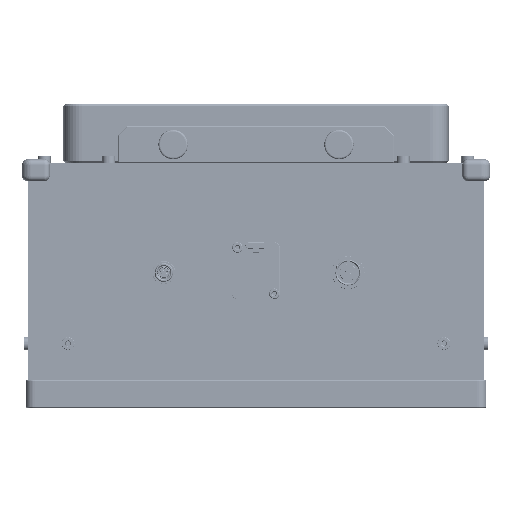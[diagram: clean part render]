
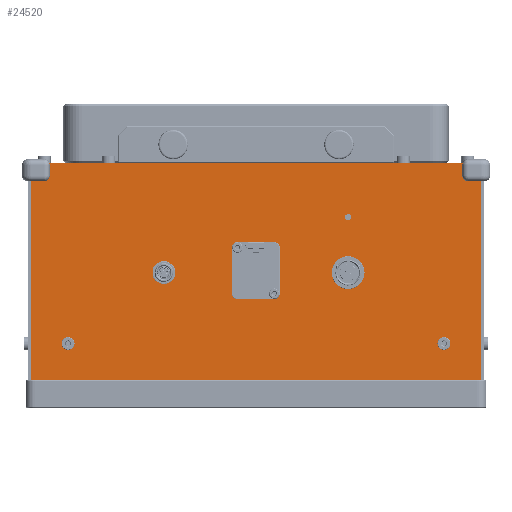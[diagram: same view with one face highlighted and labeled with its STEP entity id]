
A CAD part, front view. The second image highlights one B-rep face of the part: STEP entity #24520.
In plain terms, the highlighted face is planar.
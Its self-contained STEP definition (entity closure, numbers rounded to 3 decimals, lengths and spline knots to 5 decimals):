
#813=PLANE('',#27423);
#2976=LINE('',#41882,#4367);
#2979=LINE('',#41888,#4370);
#2981=LINE('',#41892,#4372);
#2983=LINE('',#41912,#4374);
#4367=VECTOR('',#31899,1.);
#4370=VECTOR('',#31904,1.);
#4372=VECTOR('',#31908,1.);
#4374=VECTOR('',#31928,1.);
#8076=ORIENTED_EDGE('',*,*,#13510,.F.);
#8077=ORIENTED_EDGE('',*,*,#13511,.F.);
#8078=ORIENTED_EDGE('',*,*,#13512,.F.);
#8079=ORIENTED_EDGE('',*,*,#13513,.F.);
#8080=ORIENTED_EDGE('',*,*,#13514,.F.);
#8081=ORIENTED_EDGE('',*,*,#13515,.F.);
#8082=ORIENTED_EDGE('',*,*,#13516,.F.);
#8083=ORIENTED_EDGE('',*,*,#13517,.F.);
#8084=ORIENTED_EDGE('',*,*,#13506,.F.);
#8085=ORIENTED_EDGE('',*,*,#13518,.F.);
#8086=ORIENTED_EDGE('',*,*,#13508,.T.);
#8087=ORIENTED_EDGE('',*,*,#13503,.T.);
#13503=EDGE_CURVE('',#16558,#16560,#2976,.F.);
#13506=EDGE_CURVE('',#16562,#16560,#2979,.T.);
#13508=EDGE_CURVE('',#16564,#16558,#2981,.T.);
#13510=EDGE_CURVE('',#16565,#16565,#18506,.T.);
#13511=EDGE_CURVE('',#16566,#16566,#18507,.T.);
#13512=EDGE_CURVE('',#16567,#16567,#18508,.T.);
#13513=EDGE_CURVE('',#16568,#16568,#18509,.T.);
#13514=EDGE_CURVE('',#16569,#16569,#18510,.T.);
#13515=EDGE_CURVE('',#16570,#16570,#18511,.T.);
#13516=EDGE_CURVE('',#16571,#16571,#18512,.T.);
#13517=EDGE_CURVE('',#16572,#16572,#18513,.T.);
#13518=EDGE_CURVE('',#16564,#16562,#2983,.T.);
#16558=VERTEX_POINT('',#41877);
#16560=VERTEX_POINT('',#41881);
#16562=VERTEX_POINT('',#41887);
#16564=VERTEX_POINT('',#41893);
#16565=VERTEX_POINT('',#41897);
#16566=VERTEX_POINT('',#41899);
#16567=VERTEX_POINT('',#41901);
#16568=VERTEX_POINT('',#41903);
#16569=VERTEX_POINT('',#41905);
#16570=VERTEX_POINT('',#41907);
#16571=VERTEX_POINT('',#41909);
#16572=VERTEX_POINT('',#41911);
#18506=CIRCLE('',#27424,0.00215);
#18507=CIRCLE('',#27425,0.00215);
#18508=CIRCLE('',#27426,0.00175);
#18509=CIRCLE('',#27427,0.00175);
#18510=CIRCLE('',#27428,0.00175);
#18511=CIRCLE('',#27429,0.00525);
#18512=CIRCLE('',#27430,0.0065);
#18513=CIRCLE('',#27431,0.012);
#20145=EDGE_LOOP('',(#8076));
#20146=EDGE_LOOP('',(#8077));
#20147=EDGE_LOOP('',(#8078));
#20148=EDGE_LOOP('',(#8079));
#20149=EDGE_LOOP('',(#8080));
#20150=EDGE_LOOP('',(#8081));
#20151=EDGE_LOOP('',(#8082));
#20152=EDGE_LOOP('',(#8083));
#20153=EDGE_LOOP('',(#8084,#8085,#8086,#8087));
#22393=FACE_BOUND('',#20145,.T.);
#22394=FACE_BOUND('',#20146,.T.);
#22395=FACE_BOUND('',#20147,.T.);
#22396=FACE_BOUND('',#20148,.T.);
#22397=FACE_BOUND('',#20149,.T.);
#22398=FACE_BOUND('',#20150,.T.);
#22399=FACE_BOUND('',#20151,.T.);
#22400=FACE_BOUND('',#20152,.T.);
#22401=FACE_BOUND('',#20153,.T.);
#24520=ADVANCED_FACE('',(#22393,#22394,#22395,#22396,#22397,#22398,#22399,
#22400,#22401),#813,.T.);
#27423=AXIS2_PLACEMENT_3D('',#41895,#31910,#31911);
#27424=AXIS2_PLACEMENT_3D('',#41896,#31912,#31913);
#27425=AXIS2_PLACEMENT_3D('',#41898,#31914,#31915);
#27426=AXIS2_PLACEMENT_3D('',#41900,#31916,#31917);
#27427=AXIS2_PLACEMENT_3D('',#41902,#31918,#31919);
#27428=AXIS2_PLACEMENT_3D('',#41904,#31920,#31921);
#27429=AXIS2_PLACEMENT_3D('',#41906,#31922,#31923);
#27430=AXIS2_PLACEMENT_3D('',#41908,#31924,#31925);
#27431=AXIS2_PLACEMENT_3D('',#41910,#31926,#31927);
#31899=DIRECTION('',(1.,0.,0.));
#31904=DIRECTION('',(0.,1.,0.));
#31908=DIRECTION('',(0.,1.,0.));
#31910=DIRECTION('',(0.,0.,1.));
#31911=DIRECTION('',(1.,0.,0.));
#31912=DIRECTION('',(0.,0.,1.));
#31913=DIRECTION('',(1.,0.,0.));
#31914=DIRECTION('',(0.,0.,1.));
#31915=DIRECTION('',(1.,0.,0.));
#31916=DIRECTION('',(0.,0.,1.));
#31917=DIRECTION('',(1.,0.,0.));
#31918=DIRECTION('',(0.,0.,1.));
#31919=DIRECTION('',(1.,0.,0.));
#31920=DIRECTION('',(0.,0.,1.));
#31921=DIRECTION('',(1.,0.,0.));
#31922=DIRECTION('',(0.,0.,1.));
#31923=DIRECTION('',(1.,0.,0.));
#31924=DIRECTION('',(0.,0.,1.));
#31925=DIRECTION('',(1.,0.,0.));
#31926=DIRECTION('',(0.,0.,1.));
#31927=DIRECTION('',(1.,0.,0.));
#31928=DIRECTION('',(-1.,0.,0.));
#41877=CARTESIAN_POINT('',(0.122,0.0585,0.002));
#41881=CARTESIAN_POINT('',(-0.122,0.0585,0.002));
#41882=CARTESIAN_POINT('',(0.,0.0585,0.002));
#41887=CARTESIAN_POINT('',(-0.122,-0.0595,0.002));
#41888=CARTESIAN_POINT('',(-0.122,0.,0.002));
#41892=CARTESIAN_POINT('',(0.122,0.,0.002));
#41893=CARTESIAN_POINT('',(0.122,-0.0595,0.002));
#41895=CARTESIAN_POINT('',(0.,0.,0.002));
#41896=CARTESIAN_POINT('',(0.102,0.0385,0.002));
#41897=CARTESIAN_POINT('',(0.10415,0.0385,0.002));
#41898=CARTESIAN_POINT('',(-0.102,0.0385,0.002));
#41899=CARTESIAN_POINT('',(-0.09985,0.0385,0.002));
#41900=CARTESIAN_POINT('',(-0.0095,-0.012,0.002));
#41901=CARTESIAN_POINT('',(-0.00775,-0.012,0.002));
#41902=CARTESIAN_POINT('',(0.0095,0.012,0.002));
#41903=CARTESIAN_POINT('',(0.01125,0.012,0.002));
#41904=CARTESIAN_POINT('',(-0.05,-0.03,0.002));
#41905=CARTESIAN_POINT('',(-0.04825,-0.03,0.002));
#41906=CARTESIAN_POINT('',(0.05,0.,0.002));
#41907=CARTESIAN_POINT('',(0.05525,0.,0.002));
#41908=CARTESIAN_POINT('',(-0.05,0.,0.002));
#41909=CARTESIAN_POINT('',(-0.0435,0.,0.002));
#41910=CARTESIAN_POINT('',(0.,0.,0.002));
#41911=CARTESIAN_POINT('',(0.012,0.,0.002));
#41912=CARTESIAN_POINT('',(0.,-0.0595,0.002));
